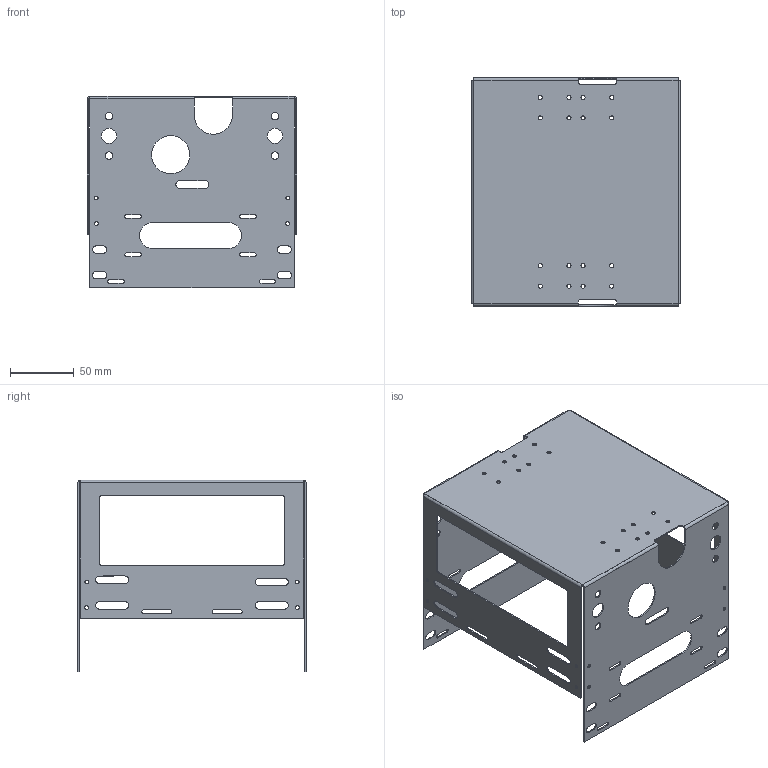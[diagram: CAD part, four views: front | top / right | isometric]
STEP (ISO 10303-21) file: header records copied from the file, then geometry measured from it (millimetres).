
FILE_DESCRIPTION(/* description */ (''),/* implementation_level */ '2;1');
FILE_NAME(/* name */ 'Part75.stp',/* time_stamp */ '2022-11-28T12:00:01+09:00',/* author */ ('Administrator'),/* organization */ (''),/* preprocessor_version */ 'ST-DEVELOPER v18.1',/* originating_system */ 'Autodesk Inventor 2020',/* authorisation */ '');
FILE_SCHEMA (('AUTOMOTIVE_DESIGN { 1 0 10303 214 3 1 1 }'));
Length unit declared in the file: millimetre
Products named in the file (1): Part75
Bounding box: 164 x 179.06 x 150 mm (x, y, z)
Volume: 88231.2 mm3; surface area: 181728.8 mm2
Topology: 1 solids, 1 shells, 260 faces, 770 edges, 508 vertices
Faces by surface type: cylinder 144, plane 116
Full cylindrical faces by diameter (mm): 3 x16, 3.2 x16, 6 x8, 12 x4, 30 x2
Entity records: 9175 total; most frequent: DIRECTION 1596, ORIENTED_EDGE 1540, CARTESIAN_POINT 1539, EDGE_CURVE 770, AXIS2_PLACEMENT_3D 565, VERTEX_POINT 508, LINE 466, VECTOR 466
